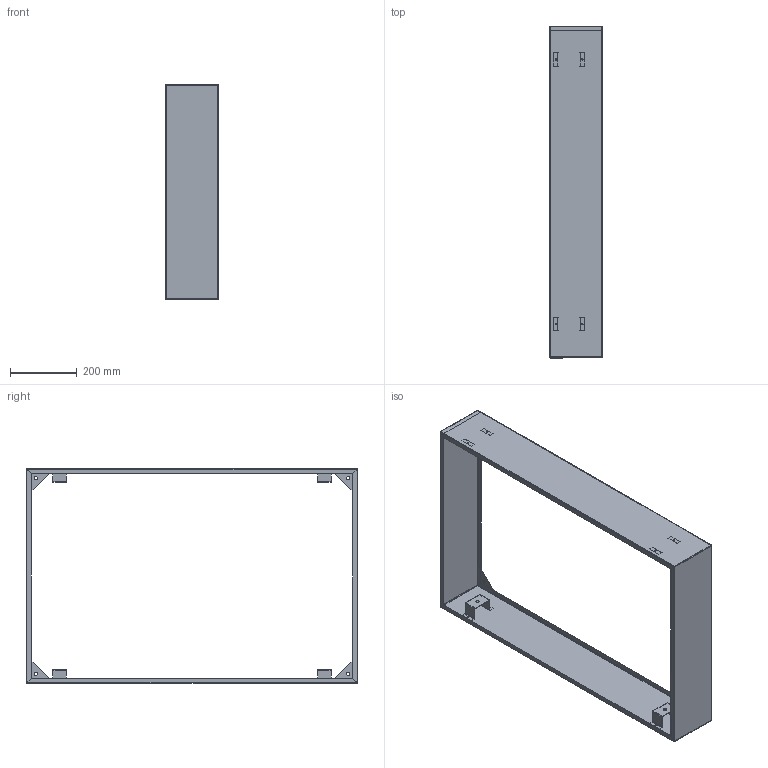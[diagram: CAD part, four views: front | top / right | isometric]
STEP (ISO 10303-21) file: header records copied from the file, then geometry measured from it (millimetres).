
FILE_DESCRIPTION (( 'STEP AP203' ), '1' );
FILE_NAME ('ÌÈ-2595.00.00.000 Êîæóõ äëÿ íàâåñíîé óñòàíîâêè ÙÝ áåç ñëàáîòî÷íîãî îòñåêà EKF.STEP', '2022-11-14T09:59:50', ( '' ), ( '' ), 'SwSTEP 2.0', 'SolidWorks 2021', '' );
FILE_SCHEMA (( 'CONFIG_CONTROL_DESIGN' ));
Length unit declared in the file: millimetre
Products named in the file (5): 昈-2595.01.00.001 栺樇罻; ÌÈ-2595.00.00.000 Êîæóõ äëÿ íàâåñíîé óñòàíîâêè ÙÝ áåç ñëàáîòî÷íîãî îòñåêà EKF; ÌÈ-2497.01.00.002 Êðåïëåíèå; 昈-2595.01.00.000 栺樇罻 捘; ÌÈ-2497.00.00.001 Êîñûíêà
Assembly tree (9 placements, depth 3):
  ÌÈ-2595.00.00.000 Êîæóõ äëÿ íàâåñíîé óñòàíîâêè ÙÝ áåç ñëàáîòî÷íîãî îòñåêà EKF
    昈-2595.01.00.000 栺樇罻 捘  x2
      昈-2595.01.00.001 栺樇罻
      ÌÈ-2497.01.00.002 Êðåïëåíèå
    ÌÈ-2497.00.00.001 Êîñûíêà  x4
Bounding box: 160 x 995 x 645 mm (x, y, z)
Volume: 671176.5 mm3; surface area: 1315742 mm2
Topology: 10 solids, 10 shells, 338 faces, 710 edges, 400 vertices
Faces by surface type: plane 226, cylinder 104, bspline 8
Entity records: 3917 total; most frequent: CARTESIAN_POINT 727, DIRECTION 556, ORIENTED_EDGE 492, EDGE_CURVE 246, AXIS2_PLACEMENT_3D 191, VECTOR 174, LINE 174, VERTEX_POINT 138
